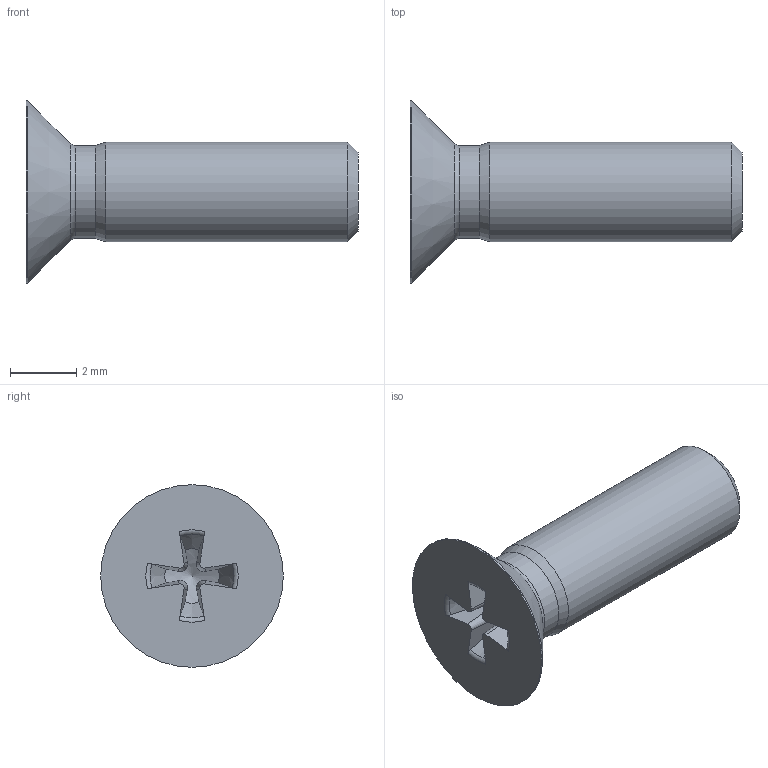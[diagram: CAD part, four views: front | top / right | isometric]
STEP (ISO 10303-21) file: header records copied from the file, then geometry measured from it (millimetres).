
FILE_DESCRIPTION(/* description */ ('Fasteners for fine mechanics--Cross recessed screws'),/* implementation_level */ '2;1');
FILE_NAME(/* name */ 'Screw GB_T 13806.1-1992 B M3 x 10.stp',/* time_stamp */ '2025-02-10T22:10:06+03:00',/* author */ ('Admin'),/* organization */ (''),/* preprocessor_version */ 'ST-DEVELOPER v18.1',/* originating_system */ 'Autodesk Inventor 2022',/* authorisation */ '');
FILE_SCHEMA (('AUTOMOTIVE_DESIGN { 1 0 10303 214 3 1 1 }'));
Length unit declared in the file: millimetre
Products named in the file (1): Screw GB/T 13806.1-1992 B M3 x 10
Bounding box: 10 x 5.5 x 5.5 mm (x, y, z)
Volume: 77.8 mm3; surface area: 143.2 mm2
Topology: 1 solids, 1 shells, 30 faces, 81 edges, 53 vertices
Faces by surface type: cone 12, plane 10, torus 5, cylinder 3
Full cylindrical faces by diameter (mm): 2.8 x1, 3 x1, 5.5 x1
Entity records: 1070 total; most frequent: CARTESIAN_POINT 320, ORIENTED_EDGE 160, DIRECTION 143, EDGE_CURVE 80, AXIS2_PLACEMENT_3D 60, VERTEX_POINT 53, EDGE_LOOP 31, FACE_OUTER_BOUND 30
